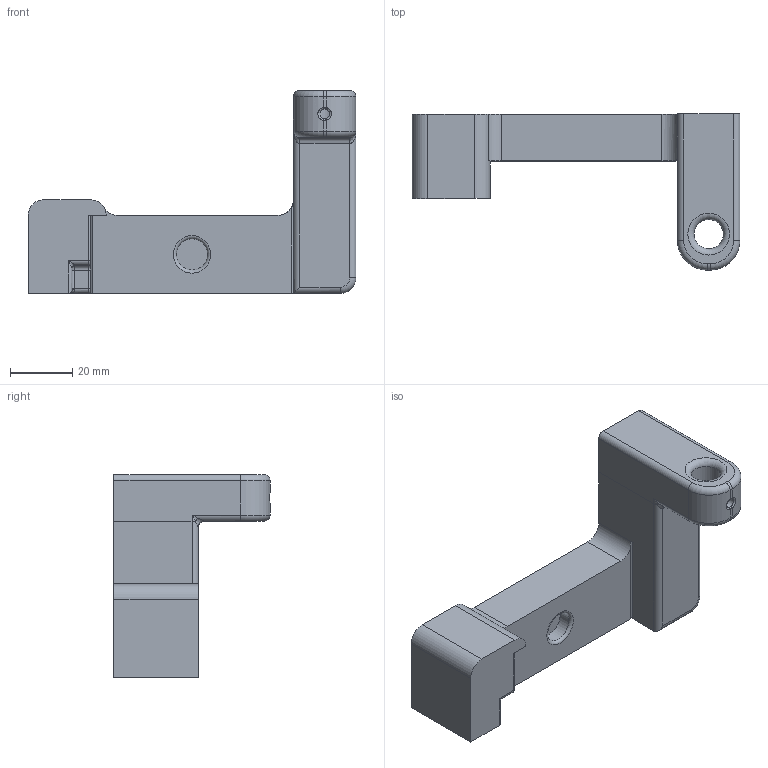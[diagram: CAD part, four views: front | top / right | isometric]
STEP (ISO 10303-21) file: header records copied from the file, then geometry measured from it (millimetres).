
FILE_DESCRIPTION(/* description */ (''),/* implementation_level */ '2;1');
FILE_NAME(/* name */ 'Mini Lath carage indicator holder v8.step',/* time_stamp */ '2018-08-28T01:11:17-04:00',/* author */ ('riffraff.s'),/* organization */ (''),/* preprocessor_version */ 'ST-DEVELOPER v17.2',/* originating_system */ 'Autodesk Translation Framework v7.6.0.251',/* authorisation */ '');
FILE_SCHEMA (('AUTOMOTIVE_DESIGN { 1 0 10303 214 3 1 1 }'));
Length unit declared in the file: millimetre
Products named in the file (1): Mini Lath carage indicator holder
Bounding box: 105 x 50 x 65 mm (x, y, z)
Volume: 80045.2 mm3; surface area: 17106.7 mm2
Topology: 1 solids, 1 shells, 79 faces, 199 edges, 118 vertices
Faces by surface type: cylinder 34, plane 22, torus 15, bspline 8
Full cylindrical faces by diameter (mm): 3.2 x1, 9.38 x1, 10 x1
Entity records: 2728 total; most frequent: CARTESIAN_POINT 784, DIRECTION 425, ORIENTED_EDGE 392, EDGE_CURVE 196, AXIS2_PLACEMENT_3D 169, VERTEX_POINT 119, CIRCLE 89, LINE 87
